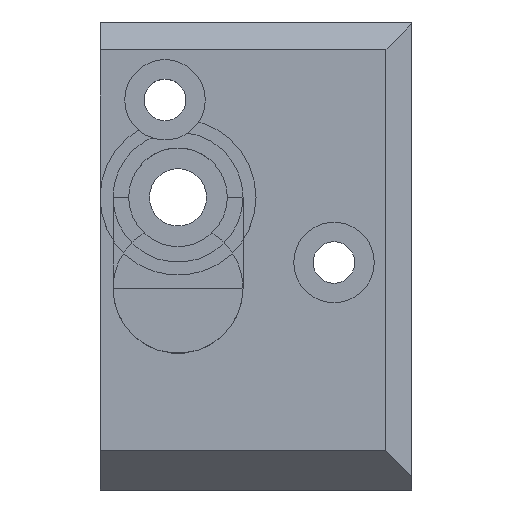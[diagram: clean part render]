
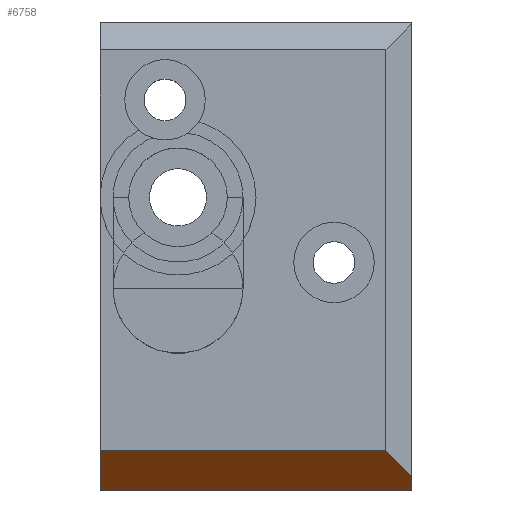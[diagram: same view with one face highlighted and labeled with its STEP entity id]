
A CAD part, top view. The second image highlights one B-rep face of the part: STEP entity #6758.
In plain terms, the highlighted planar face has unit normal (0, -0.707, 0.707).
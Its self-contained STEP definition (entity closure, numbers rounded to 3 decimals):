
#768 = PLANE('',#769);
#769 = AXIS2_PLACEMENT_3D('',#770,#771,#772);
#770 = CARTESIAN_POINT('',(-6.,30.5,50.));
#771 = DIRECTION('',(0.,0.,1.));
#772 = DIRECTION('',(0.,-1.,0.));
#850 = PLANE('',#851);
#851 = AXIS2_PLACEMENT_3D('',#852,#853,#854);
#852 = CARTESIAN_POINT('',(-6.,30.5,53.));
#853 = DIRECTION('',(0.,0.,1.));
#854 = DIRECTION('',(0.,-1.,0.));
#876 = PLANE('',#877);
#877 = AXIS2_PLACEMENT_3D('',#878,#879,#880);
#878 = CARTESIAN_POINT('',(-6.,30.5,50.));
#879 = DIRECTION('',(1.,0.,0.));
#880 = DIRECTION('',(0.,-1.,0.));
#891 = EDGE_CURVE('',#892,#894,#896,.T.);
#892 = VERTEX_POINT('',#893);
#893 = CARTESIAN_POINT('',(-6.,-5.5,50.));
#894 = VERTEX_POINT('',#895);
#895 = CARTESIAN_POINT('',(18.,-5.5,50.));
#896 = SURFACE_CURVE('',#897,(#901,#908),.PCURVE_S1.);
#897 = LINE('',#898,#899);
#898 = CARTESIAN_POINT('',(-6.,-5.5,50.));
#899 = VECTOR('',#900,1.);
#900 = DIRECTION('',(1.,0.,0.));
#901 = PCURVE('',#768,#902);
#902 = DEFINITIONAL_REPRESENTATION('',(#903),#907);
#903 = LINE('',#904,#905);
#904 = CARTESIAN_POINT('',(36.,0.));
#905 = VECTOR('',#906,1.);
#906 = DIRECTION('',(0.,1.));
#907 = ( GEOMETRIC_REPRESENTATION_CONTEXT(2) 
PARAMETRIC_REPRESENTATION_CONTEXT() REPRESENTATION_CONTEXT('2D SPACE',''
  ) );
#908 = PCURVE('',#909,#914);
#909 = PLANE('',#910);
#910 = AXIS2_PLACEMENT_3D('',#911,#912,#913);
#911 = CARTESIAN_POINT('',(-8.,1.,56.5));
#912 = DIRECTION('',(0.,-0.707,0.707));
#913 = DIRECTION('',(0.,-0.707,-0.707));
#914 = DEFINITIONAL_REPRESENTATION('',(#915),#919);
#915 = LINE('',#916,#917);
#916 = CARTESIAN_POINT('',(9.192,2.));
#917 = VECTOR('',#918,1.);
#918 = DIRECTION('',(0.,1.));
#919 = ( GEOMETRIC_REPRESENTATION_CONTEXT(2) 
PARAMETRIC_REPRESENTATION_CONTEXT() REPRESENTATION_CONTEXT('2D SPACE',''
  ) );
#937 = PLANE('',#938);
#938 = AXIS2_PLACEMENT_3D('',#939,#940,#941);
#939 = CARTESIAN_POINT('',(18.,30.5,50.));
#940 = DIRECTION('',(1.,0.,0.));
#941 = DIRECTION('',(0.,-1.,0.));
#4264 = VERTEX_POINT('',#4265);
#4265 = CARTESIAN_POINT('',(-6.,-2.5,53.));
#4286 = EDGE_CURVE('',#4264,#892,#4287,.T.);
#4287 = SURFACE_CURVE('',#4288,(#4292,#4298),.PCURVE_S1.);
#4288 = LINE('',#4289,#4290);
#4289 = CARTESIAN_POINT('',(-6.,6.75,62.25));
#4290 = VECTOR('',#4291,1.);
#4291 = DIRECTION('',(0.,-0.707,-0.707));
#4292 = PCURVE('',#876,#4293);
#4293 = DEFINITIONAL_REPRESENTATION('',(#4294),#4297);
#4294 = B_SPLINE_CURVE_WITH_KNOTS('',1,(#4295,#4296),.UNSPECIFIED.,.F.,
  .F.,(2,2),(12.657,17.748),.PIECEWISE_BEZIER_KNOTS.);
#4295 = CARTESIAN_POINT('',(32.7,-3.3));
#4296 = CARTESIAN_POINT('',(36.3,0.3));
#4297 = ( GEOMETRIC_REPRESENTATION_CONTEXT(2) 
PARAMETRIC_REPRESENTATION_CONTEXT() REPRESENTATION_CONTEXT('2D SPACE',''
  ) );
#4298 = PCURVE('',#909,#4299);
#4299 = DEFINITIONAL_REPRESENTATION('',(#4300),#4303);
#4300 = B_SPLINE_CURVE_WITH_KNOTS('',1,(#4301,#4302),.UNSPECIFIED.,.F.,
  .F.,(2,2),(12.657,17.748),.PIECEWISE_BEZIER_KNOTS.);
#4301 = CARTESIAN_POINT('',(4.525,2.));
#4302 = CARTESIAN_POINT('',(9.617,2.));
#4303 = ( GEOMETRIC_REPRESENTATION_CONTEXT(2) 
PARAMETRIC_REPRESENTATION_CONTEXT() REPRESENTATION_CONTEXT('2D SPACE',''
  ) );
#4309 = EDGE_CURVE('',#4264,#4310,#4312,.T.);
#4310 = VERTEX_POINT('',#4311);
#4311 = CARTESIAN_POINT('',(16.,-2.5,53.));
#4312 = SURFACE_CURVE('',#4313,(#4317,#4323),.PCURVE_S1.);
#4313 = LINE('',#4314,#4315);
#4314 = CARTESIAN_POINT('',(-7.,-2.5,53.));
#4315 = VECTOR('',#4316,1.);
#4316 = DIRECTION('',(1.,0.,0.));
#4317 = PCURVE('',#850,#4318);
#4318 = DEFINITIONAL_REPRESENTATION('',(#4319),#4322);
#4319 = B_SPLINE_CURVE_WITH_KNOTS('',1,(#4320,#4321),.UNSPECIFIED.,.F.,
  .F.,(2,2),(-1.4,27.4),.PIECEWISE_BEZIER_KNOTS.);
#4320 = CARTESIAN_POINT('',(33.,-2.4));
#4321 = CARTESIAN_POINT('',(33.,26.4));
#4322 = ( GEOMETRIC_REPRESENTATION_CONTEXT(2) 
PARAMETRIC_REPRESENTATION_CONTEXT() REPRESENTATION_CONTEXT('2D SPACE',''
  ) );
#4323 = PCURVE('',#909,#4324);
#4324 = DEFINITIONAL_REPRESENTATION('',(#4325),#4328);
#4325 = B_SPLINE_CURVE_WITH_KNOTS('',1,(#4326,#4327),.UNSPECIFIED.,.F.,
  .F.,(2,2),(-1.4,27.4),.PIECEWISE_BEZIER_KNOTS.);
#4326 = CARTESIAN_POINT('',(4.95,-0.4));
#4327 = CARTESIAN_POINT('',(4.95,28.4));
#4328 = ( GEOMETRIC_REPRESENTATION_CONTEXT(2) 
PARAMETRIC_REPRESENTATION_CONTEXT() REPRESENTATION_CONTEXT('2D SPACE',''
  ) );
#4345 = PLANE('',#4346);
#4346 = AXIS2_PLACEMENT_3D('',#4347,#4348,#4349);
#4347 = CARTESIAN_POINT('',(19.,40.,50.));
#4348 = DIRECTION('',(0.707,0.,0.707)
  );
#4349 = DIRECTION('',(0.,-1.,0.));
#6758 = ADVANCED_FACE('',(#6759),#909,.T.);
#6759 = FACE_BOUND('',#6760,.T.);
#6760 = EDGE_LOOP('',(#6761,#6782,#6783,#6784,#6785));
#6761 = ORIENTED_EDGE('',*,*,#6762,.F.);
#6762 = EDGE_CURVE('',#4310,#6763,#6765,.T.);
#6763 = VERTEX_POINT('',#6764);
#6764 = CARTESIAN_POINT('',(18.,-4.5,51.));
#6765 = SURFACE_CURVE('',#6766,(#6770,#6776),.PCURVE_S1.);
#6766 = LINE('',#6767,#6768);
#6767 = CARTESIAN_POINT('',(4.75,8.75,64.25));
#6768 = VECTOR('',#6769,1.);
#6769 = DIRECTION('',(0.577,-0.577,-0.577));
#6770 = PCURVE('',#909,#6771);
#6771 = DEFINITIONAL_REPRESENTATION('',(#6772),#6775);
#6772 = B_SPLINE_CURVE_WITH_KNOTS('',1,(#6773,#6774),.UNSPECIFIED.,.F.,
  .F.,(2,2),(12.199,25.906),.PIECEWISE_BEZIER_KNOTS.);
#6773 = CARTESIAN_POINT('',(-1.,19.793));
#6774 = CARTESIAN_POINT('',(10.192,27.707));
#6775 = ( GEOMETRIC_REPRESENTATION_CONTEXT(2) 
PARAMETRIC_REPRESENTATION_CONTEXT() REPRESENTATION_CONTEXT('2D SPACE',''
  ) );
#6776 = PCURVE('',#4345,#6777);
#6777 = DEFINITIONAL_REPRESENTATION('',(#6778),#6781);
#6778 = B_SPLINE_CURVE_WITH_KNOTS('',1,(#6779,#6780),.UNSPECIFIED.,.F.,
  .F.,(2,2),(12.199,25.906),.PIECEWISE_BEZIER_KNOTS.);
#6779 = CARTESIAN_POINT('',(38.293,-10.192));
#6780 = CARTESIAN_POINT('',(46.207,1.));
#6781 = ( GEOMETRIC_REPRESENTATION_CONTEXT(2) 
PARAMETRIC_REPRESENTATION_CONTEXT() REPRESENTATION_CONTEXT('2D SPACE',''
  ) );
#6782 = ORIENTED_EDGE('',*,*,#4309,.F.);
#6783 = ORIENTED_EDGE('',*,*,#4286,.T.);
#6784 = ORIENTED_EDGE('',*,*,#891,.T.);
#6785 = ORIENTED_EDGE('',*,*,#6786,.F.);
#6786 = EDGE_CURVE('',#6763,#894,#6787,.T.);
#6787 = SURFACE_CURVE('',#6788,(#6792,#6798),.PCURVE_S1.);
#6788 = LINE('',#6789,#6790);
#6789 = CARTESIAN_POINT('',(18.,6.75,62.25));
#6790 = VECTOR('',#6791,1.);
#6791 = DIRECTION('',(0.,-0.707,-0.707));
#6792 = PCURVE('',#909,#6793);
#6793 = DEFINITIONAL_REPRESENTATION('',(#6794),#6797);
#6794 = B_SPLINE_CURVE_WITH_KNOTS('',1,(#6795,#6796),.UNSPECIFIED.,.F.,
  .F.,(2,2),(12.657,17.748),.PIECEWISE_BEZIER_KNOTS.);
#6795 = CARTESIAN_POINT('',(4.525,26.));
#6796 = CARTESIAN_POINT('',(9.617,26.));
#6797 = ( GEOMETRIC_REPRESENTATION_CONTEXT(2) 
PARAMETRIC_REPRESENTATION_CONTEXT() REPRESENTATION_CONTEXT('2D SPACE',''
  ) );
#6798 = PCURVE('',#937,#6799);
#6799 = DEFINITIONAL_REPRESENTATION('',(#6800),#6803);
#6800 = B_SPLINE_CURVE_WITH_KNOTS('',1,(#6801,#6802),.UNSPECIFIED.,.F.,
  .F.,(2,2),(12.657,17.748),.PIECEWISE_BEZIER_KNOTS.);
#6801 = CARTESIAN_POINT('',(32.7,-3.3));
#6802 = CARTESIAN_POINT('',(36.3,0.3));
#6803 = ( GEOMETRIC_REPRESENTATION_CONTEXT(2) 
PARAMETRIC_REPRESENTATION_CONTEXT() REPRESENTATION_CONTEXT('2D SPACE',''
  ) );
